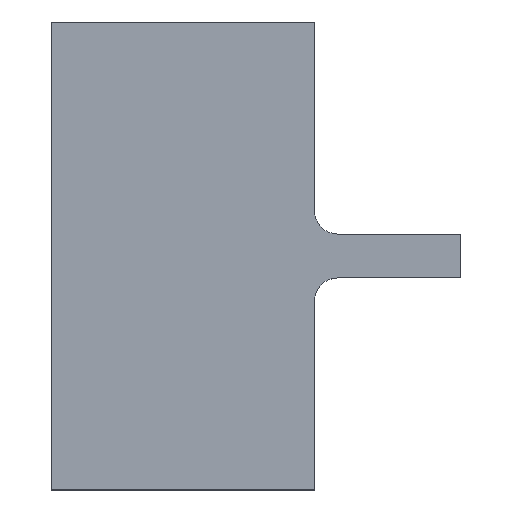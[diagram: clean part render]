
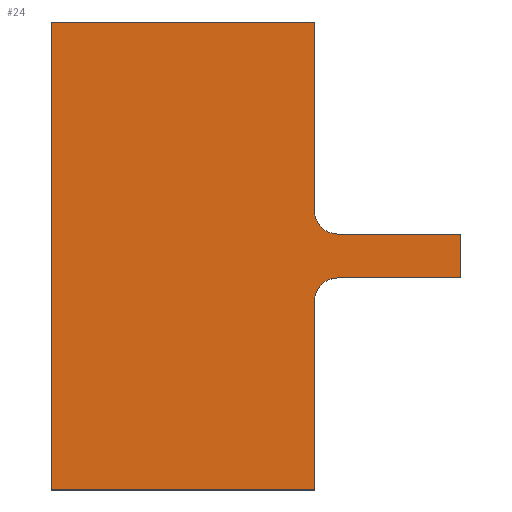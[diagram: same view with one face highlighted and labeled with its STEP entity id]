
A CAD part, top view. The second image highlights one B-rep face of the part: STEP entity #24.
In plain terms, the highlighted planar face has unit normal (0, 0, 1).
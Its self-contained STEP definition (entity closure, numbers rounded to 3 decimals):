
#9 = EDGE_CURVE ( 'NONE', #262, #292, #25, .T. ) ;
#10 = DIRECTION ( 'NONE',  ( -1., 0., 0. ) ) ;
#24 = ADVANCED_FACE ( 'NONE', ( #362 ), #366, .F. ) ;
#25 = LINE ( 'NONE', #176, #391 ) ;
#28 = DIRECTION ( 'NONE',  ( 0., 1., 0. ) ) ;
#30 = CARTESIAN_POINT ( 'NONE',  ( 31.324, 7.5, 1. ) ) ;
#31 = DIRECTION ( 'NONE',  ( 1., 0., 0. ) ) ;
#34 = CARTESIAN_POINT ( 'NONE',  ( 11.736, -7., 1. ) ) ;
#36 = CARTESIAN_POINT ( 'NONE',  ( 39.736, 7.5, 1. ) ) ;
#38 = DIRECTION ( 'NONE',  ( 1., 0., 0. ) ) ;
#42 = ORIENTED_EDGE ( 'NONE', *, *, #189, .T. ) ;
#51 = DIRECTION ( 'NONE',  ( -1., 0., 0. ) ) ;
#61 = DIRECTION ( 'NONE',  ( 0., 0., -1. ) ) ;
#62 = ORIENTED_EDGE ( 'NONE', *, *, #343, .T. ) ;
#88 = DIRECTION ( 'NONE',  ( 1., 0., 0. ) ) ;
#90 = VECTOR ( 'NONE', #10, 1000. ) ;
#91 = CARTESIAN_POINT ( 'NONE',  ( 29.736, 25., 1. ) ) ;
#98 = LINE ( 'NONE', #319, #383 ) ;
#100 = ORIENTED_EDGE ( 'NONE', *, *, #111, .T. ) ;
#104 = DIRECTION ( 'NONE',  ( 0., -1., 0. ) ) ;
#106 = VERTEX_POINT ( 'NONE', #265 ) ;
#111 = EDGE_CURVE ( 'NONE', #194, #201, #154, .T. ) ;
#118 = VECTOR ( 'NONE', #28, 1000. ) ;
#123 = ORIENTED_EDGE ( 'NONE', *, *, #241, .T. ) ;
#125 = CARTESIAN_POINT ( 'NONE',  ( 31.324, 12.087, 1. ) ) ;
#126 = ORIENTED_EDGE ( 'NONE', *, *, #301, .T. ) ;
#127 = CARTESIAN_POINT ( 'NONE',  ( 39.736, 7.5, 1. ) ) ;
#134 = LINE ( 'NONE', #34, #330 ) ;
#143 = LINE ( 'NONE', #198, #90 ) ;
#145 = ORIENTED_EDGE ( 'NONE', *, *, #398, .T. ) ;
#147 = DIRECTION ( 'NONE',  ( 0., 0., -1. ) ) ;
#154 = LINE ( 'NONE', #331, #258 ) ;
#157 = CARTESIAN_POINT ( 'NONE',  ( 31.324, 5.912, 1. ) ) ;
#160 = LINE ( 'NONE', #249, #118 ) ;
#165 = AXIS2_PLACEMENT_3D ( 'NONE', #125, #61, #310 ) ;
#170 = ORIENTED_EDGE ( 'NONE', *, *, #9, .T. ) ;
#172 = VERTEX_POINT ( 'NONE', #372 ) ;
#175 = ORIENTED_EDGE ( 'NONE', *, *, #277, .T. ) ;
#176 = CARTESIAN_POINT ( 'NONE',  ( 31.324, 7.5, 1. ) ) ;
#186 = CARTESIAN_POINT ( 'NONE',  ( 29.736, 12.087, 1. ) ) ;
#188 = DIRECTION ( 'NONE',  ( -1., 0., 0. ) ) ;
#189 = EDGE_CURVE ( 'NONE', #172, #106, #160, .T. ) ;
#194 = VERTEX_POINT ( 'NONE', #186 ) ;
#196 = CIRCLE ( 'NONE', #165, 1.587 ) ;
#198 = CARTESIAN_POINT ( 'NONE',  ( 11.736, 25., 1. ) ) ;
#201 = VERTEX_POINT ( 'NONE', #91 ) ;
#216 = LINE ( 'NONE', #246, #349 ) ;
#220 = CARTESIAN_POINT ( 'NONE',  ( 31.324, 10.5, 1. ) ) ;
#241 = EDGE_CURVE ( 'NONE', #284, #259, #216, .T. ) ;
#244 = CIRCLE ( 'NONE', #390, 1.587 ) ;
#246 = CARTESIAN_POINT ( 'NONE',  ( 39.736, 10.5, 1. ) ) ;
#249 = CARTESIAN_POINT ( 'NONE',  ( 29.736, -7., 1. ) ) ;
#254 = DIRECTION ( 'NONE',  ( 0., 1., 0. ) ) ;
#256 = LINE ( 'NONE', #36, #369 ) ;
#258 = VECTOR ( 'NONE', #393, 1000. ) ;
#259 = VERTEX_POINT ( 'NONE', #220 ) ;
#262 = VERTEX_POINT ( 'NONE', #30 ) ;
#265 = CARTESIAN_POINT ( 'NONE',  ( 29.736, 5.912, 1. ) ) ;
#271 = CARTESIAN_POINT ( 'NONE',  ( 39.736, 10.5, 1. ) ) ;
#274 = DIRECTION ( 'NONE',  ( 0., 0., -1. ) ) ;
#277 = EDGE_CURVE ( 'NONE', #259, #194, #196, .T. ) ;
#280 = EDGE_CURVE ( 'NONE', #106, #262, #244, .T. ) ;
#284 = VERTEX_POINT ( 'NONE', #271 ) ;
#292 = VERTEX_POINT ( 'NONE', #127 ) ;
#301 = EDGE_CURVE ( 'NONE', #292, #284, #256, .T. ) ;
#310 = DIRECTION ( 'NONE',  ( -1., 0., 0. ) ) ;
#313 = CARTESIAN_POINT ( 'NONE',  ( 11.736, -7., 1. ) ) ;
#318 = VERTEX_POINT ( 'NONE', #313 ) ;
#319 = CARTESIAN_POINT ( 'NONE',  ( 29.736, -7., 1. ) ) ;
#325 = EDGE_CURVE ( 'NONE', #201, #359, #143, .T. ) ;
#330 = VECTOR ( 'NONE', #104, 1000. ) ;
#331 = CARTESIAN_POINT ( 'NONE',  ( 29.736, 12.087, 1. ) ) ;
#341 = ORIENTED_EDGE ( 'NONE', *, *, #325, .T. ) ;
#342 = AXIS2_PLACEMENT_3D ( 'NONE', #364, #147, #51 ) ;
#343 = EDGE_CURVE ( 'NONE', #359, #318, #134, .T. ) ;
#349 = VECTOR ( 'NONE', #188, 1000. ) ;
#355 = ORIENTED_EDGE ( 'NONE', *, *, #280, .T. ) ;
#359 = VERTEX_POINT ( 'NONE', #379 ) ;
#362 = FACE_OUTER_BOUND ( 'NONE', #374, .T. ) ;
#364 = CARTESIAN_POINT ( 'NONE',  ( 31.324, 12.087, 1. ) ) ;
#366 = PLANE ( 'NONE',  #342 ) ;
#369 = VECTOR ( 'NONE', #254, 1000. ) ;
#372 = CARTESIAN_POINT ( 'NONE',  ( 29.736, -7., 1. ) ) ;
#374 = EDGE_LOOP ( 'NONE', ( #62, #145, #42, #355, #170, #126, #123, #175, #100, #341 ) ) ;
#379 = CARTESIAN_POINT ( 'NONE',  ( 11.736, 25., 1. ) ) ;
#383 = VECTOR ( 'NONE', #38, 1000. ) ;
#390 = AXIS2_PLACEMENT_3D ( 'NONE', #157, #274, #31 ) ;
#391 = VECTOR ( 'NONE', #88, 1000. ) ;
#393 = DIRECTION ( 'NONE',  ( 0., 1., 0. ) ) ;
#398 = EDGE_CURVE ( 'NONE', #318, #172, #98, .T. ) ;
